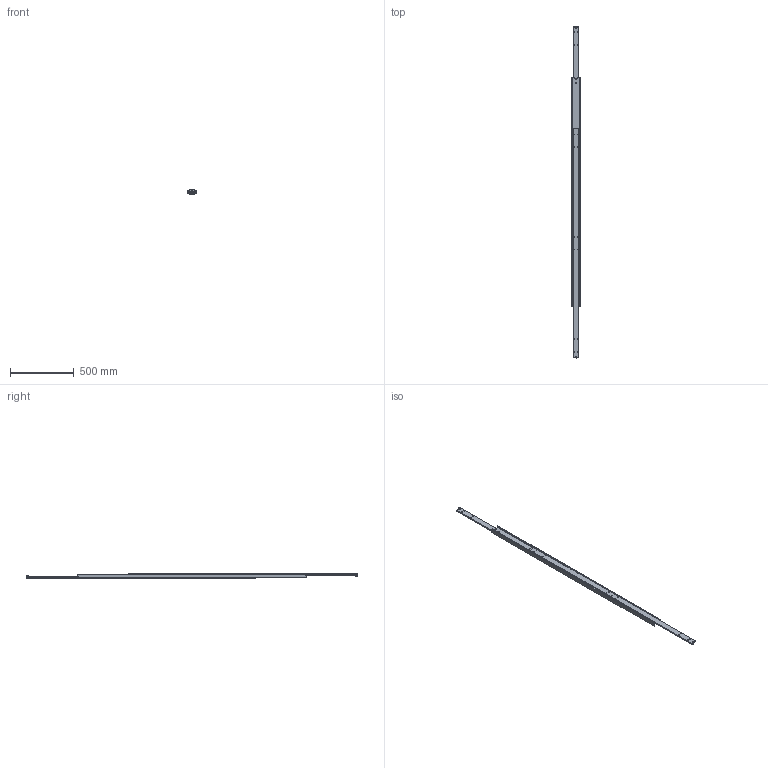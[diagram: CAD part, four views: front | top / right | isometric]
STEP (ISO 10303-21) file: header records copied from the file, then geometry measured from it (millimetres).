
FILE_DESCRIPTION((''),'2;1');
FILE_NAME('DTS-70 1800.stp','2021-04-13T13:22:44',(''),(''),'Mechanical Desktop 2006','Mechanical Desktop 2006',', , ');
FILE_SCHEMA(('CONFIG_CONTROL_DESIGN'));
Length unit declared in the file: millimetre
Products named in the file (4): DTS70 B; MAIN PROFILE; OUTER BEAM; ZAVRTKA DIN 912 - M10 X 10
Assembly tree (5 placements, depth 2):
  DTS70 B
    MAIN PROFILE
    OUTER BEAM  x2
    ZAVRTKA DIN 912 - M10 X 10  x2
Bounding box: 70 x 2600 x 32 mm (x, y, z)
Volume: 2953892.5 mm3; surface area: 869985.6 mm2
Topology: 5 solids, 7 shells, 314 faces, 834 edges, 530 vertices
Faces by surface type: cylinder 128, plane 74, cone 56, torus 52, bspline 4
Entity records: 6525 total; most frequent: CARTESIAN_POINT 1503, DIRECTION 1096, ORIENTED_EDGE 998, EDGE_CURVE 499, AXIS2_PLACEMENT_3D 434, VERTEX_POINT 319, CIRCLE 243, VECTOR 228
